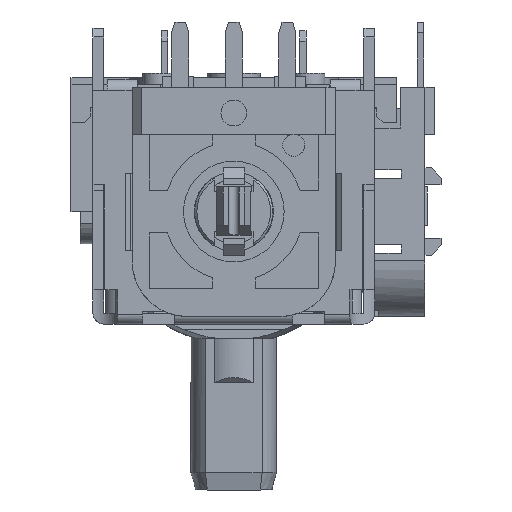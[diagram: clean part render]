
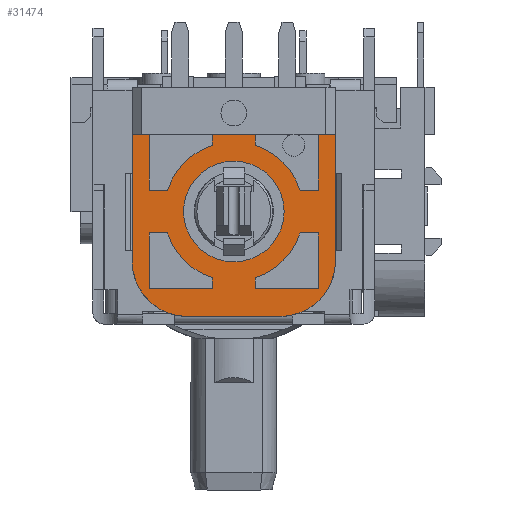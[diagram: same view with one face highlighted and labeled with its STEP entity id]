
A CAD part, front view. The second image highlights one B-rep face of the part: STEP entity #31474.
In plain terms, the highlighted planar face has unit normal (0, -1, 0).
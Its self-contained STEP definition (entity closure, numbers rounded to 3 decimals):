
#9253=CARTESIAN_POINT('',(2.15,-8.925,-2.3));
#9254=DIRECTION('',(0.,1.,0.));
#9255=DIRECTION('',(1.,0.,0.));
#9256=AXIS2_PLACEMENT_3D('',#9253,#9254,#9255);
#9258=DIRECTION('',(-1.,0.,0.));
#9259=VECTOR('',#9258,4.3);
#9260=CARTESIAN_POINT('',(2.15,-8.925,-4.9));
#9261=LINE('',#9260,#9259);
#9262=CARTESIAN_POINT('',(-2.15,-8.925,-2.3));
#9263=DIRECTION('',(0.,1.,0.));
#9264=DIRECTION('',(0.,0.,-1.));
#9265=AXIS2_PLACEMENT_3D('',#9262,#9263,#9264);
#9267=CARTESIAN_POINT('',(0.,-8.925,0.));
#9268=DIRECTION('',(0.,1.,0.));
#9269=DIRECTION('',(-0.951,0.,0.308));
#9270=AXIS2_PLACEMENT_3D('',#9267,#9268,#9269);
#9272=CARTESIAN_POINT('',(0.,-8.925,0.));
#9273=DIRECTION('',(0.,1.,0.));
#9274=DIRECTION('',(0.308,0.,0.951));
#9275=AXIS2_PLACEMENT_3D('',#9272,#9273,#9274);
#9277=DIRECTION('',(0.,0.,-1.));
#9278=VECTOR('',#9277,5.9);
#9279=CARTESIAN_POINT('',(4.75,-8.925,3.6));
#9280=LINE('',#9279,#9278);
#9281=CARTESIAN_POINT('',(0.,-8.925,0.));
#9282=DIRECTION('',(0.,1.,0.));
#9283=DIRECTION('',(0.951,0.,-0.308));
#9284=AXIS2_PLACEMENT_3D('',#9281,#9282,#9283);
#9286=CARTESIAN_POINT('',(0.,-8.925,0.));
#9287=DIRECTION('',(0.,1.,0.));
#9288=DIRECTION('',(-0.308,0.,-0.951));
#9289=AXIS2_PLACEMENT_3D('',#9286,#9287,#9288);
#9291=CARTESIAN_POINT('',(0.,-8.925,0.));
#9292=DIRECTION('',(0.,-1.,0.));
#9293=DIRECTION('',(1.,0.,0.));
#9294=AXIS2_PLACEMENT_3D('',#9291,#9292,#9293);
#9296=CARTESIAN_POINT('',(0.,-8.925,0.));
#9297=DIRECTION('',(0.,-1.,0.));
#9298=DIRECTION('',(-1.,0.,0.));
#9299=AXIS2_PLACEMENT_3D('',#9296,#9297,#9298);
#9623=DIRECTION('',(0.,0.,-1.));
#9624=VECTOR('',#9623,5.9);
#9625=CARTESIAN_POINT('',(-4.75,-8.925,3.6));
#9626=LINE('',#9625,#9624);
#9767=DIRECTION('',(-1.,0.,0.));
#9768=VECTOR('',#9767,2.);
#9769=CARTESIAN_POINT('',(1.,-8.925,3.6));
#9770=LINE('',#9769,#9768);
#9779=DIRECTION('',(-1.,0.,0.));
#9780=VECTOR('',#9779,0.8);
#9781=CARTESIAN_POINT('',(-3.95,-8.925,3.6));
#9782=LINE('',#9781,#9780);
#9791=DIRECTION('',(0.,0.,1.));
#9792=VECTOR('',#9791,0.508);
#9793=CARTESIAN_POINT('',(1.,-8.925,3.092));
#9794=LINE('',#9793,#9792);
#9816=DIRECTION('',(-1.,0.,0.));
#9817=VECTOR('',#9816,0.858);
#9818=CARTESIAN_POINT('',(3.95,-8.925,1.));
#9819=LINE('',#9818,#9817);
#9828=DIRECTION('',(0.,0.,-1.));
#9829=VECTOR('',#9828,2.6);
#9830=CARTESIAN_POINT('',(3.95,-8.925,3.6));
#9831=LINE('',#9830,#9829);
#9840=DIRECTION('',(-1.,0.,0.));
#9841=VECTOR('',#9840,0.8);
#9842=CARTESIAN_POINT('',(4.75,-8.925,3.6));
#9843=LINE('',#9842,#9841);
#9852=DIRECTION('',(0.,0.,-1.));
#9853=VECTOR('',#9852,0.508);
#9854=CARTESIAN_POINT('',(-1.,-8.925,3.6));
#9855=LINE('',#9854,#9853);
#9873=DIRECTION('',(-1.,0.,0.));
#9874=VECTOR('',#9873,0.858);
#9875=CARTESIAN_POINT('',(-3.092,-8.925,1.));
#9876=LINE('',#9875,#9874);
#9885=DIRECTION('',(0.,0.,1.));
#9886=VECTOR('',#9885,2.6);
#9887=CARTESIAN_POINT('',(-3.95,-8.925,1.));
#9888=LINE('',#9887,#9886);
#10461=DIRECTION('',(0.,0.,1.));
#10462=VECTOR('',#10461,0.508);
#10463=CARTESIAN_POINT('',(1.,-8.925,-3.6));
#10464=LINE('',#10463,#10462);
#10473=DIRECTION('',(-1.,0.,0.));
#10474=VECTOR('',#10473,2.95);
#10475=CARTESIAN_POINT('',(3.95,-8.925,-3.6));
#10476=LINE('',#10475,#10474);
#10485=DIRECTION('',(0.,0.,-1.));
#10486=VECTOR('',#10485,2.6);
#10487=CARTESIAN_POINT('',(3.95,-8.925,-1.));
#10488=LINE('',#10487,#10486);
#10493=DIRECTION('',(1.,0.,0.));
#10494=VECTOR('',#10493,0.858);
#10495=CARTESIAN_POINT('',(3.092,-8.925,-1.));
#10496=LINE('',#10495,#10494);
#10518=DIRECTION('',(1.,0.,0.));
#10519=VECTOR('',#10518,0.858);
#10520=CARTESIAN_POINT('',(-3.95,-8.925,-1.));
#10521=LINE('',#10520,#10519);
#10530=DIRECTION('',(0.,0.,1.));
#10531=VECTOR('',#10530,2.6);
#10532=CARTESIAN_POINT('',(-3.95,-8.925,-3.6));
#10533=LINE('',#10532,#10531);
#10542=DIRECTION('',(-1.,0.,0.));
#10543=VECTOR('',#10542,2.95);
#10544=CARTESIAN_POINT('',(-1.,-8.925,-3.6));
#10545=LINE('',#10544,#10543);
#10550=DIRECTION('',(0.,0.,-1.));
#10551=VECTOR('',#10550,0.508);
#10552=CARTESIAN_POINT('',(-1.,-8.925,-3.092));
#10553=LINE('',#10552,#10551);
#17908=CARTESIAN_POINT('',(4.75,-8.925,3.6));
#17909=VERTEX_POINT('',#17908);
#17918=CARTESIAN_POINT('',(4.75,-8.925,-2.3));
#17919=VERTEX_POINT('',#17918);
#17932=CARTESIAN_POINT('',(1.,-8.925,3.6));
#17933=CARTESIAN_POINT('',(-1.,-8.925,3.6));
#17934=VERTEX_POINT('',#17932);
#17935=VERTEX_POINT('',#17933);
#17936=CARTESIAN_POINT('',(-3.95,-8.925,3.6));
#17937=CARTESIAN_POINT('',(-4.75,-8.925,3.6));
#17938=VERTEX_POINT('',#17936);
#17939=VERTEX_POINT('',#17937);
#17940=CARTESIAN_POINT('',(1.,-8.925,3.092));
#17941=VERTEX_POINT('',#17940);
#17942=CARTESIAN_POINT('',(2.15,-8.925,-4.9));
#17943=VERTEX_POINT('',#17942);
#17944=CARTESIAN_POINT('',(-2.15,-8.925,-4.9));
#17945=VERTEX_POINT('',#17944);
#17946=CARTESIAN_POINT('',(-4.75,-8.925,-2.3));
#17947=VERTEX_POINT('',#17946);
#17948=CARTESIAN_POINT('',(-3.95,-8.925,1.));
#17949=VERTEX_POINT('',#17948);
#17950=CARTESIAN_POINT('',(-3.092,-8.925,1.));
#17951=VERTEX_POINT('',#17950);
#17952=CARTESIAN_POINT('',(-1.,-8.925,3.092));
#17953=VERTEX_POINT('',#17952);
#17954=CARTESIAN_POINT('',(3.092,-8.925,1.));
#17955=VERTEX_POINT('',#17954);
#17956=CARTESIAN_POINT('',(3.95,-8.925,1.));
#17957=VERTEX_POINT('',#17956);
#17958=CARTESIAN_POINT('',(3.95,-8.925,3.6));
#17959=VERTEX_POINT('',#17958);
#17960=CARTESIAN_POINT('',(1.,-8.925,-3.6));
#17961=CARTESIAN_POINT('',(1.,-8.925,-3.092));
#17962=VERTEX_POINT('',#17960);
#17963=VERTEX_POINT('',#17961);
#17964=CARTESIAN_POINT('',(3.95,-8.925,-3.6));
#17965=VERTEX_POINT('',#17964);
#17966=CARTESIAN_POINT('',(3.95,-8.925,-1.));
#17967=VERTEX_POINT('',#17966);
#17968=CARTESIAN_POINT('',(3.092,-8.925,-1.));
#17969=VERTEX_POINT('',#17968);
#17970=CARTESIAN_POINT('',(-3.95,-8.925,-1.));
#17971=CARTESIAN_POINT('',(-3.092,-8.925,-1.));
#17972=VERTEX_POINT('',#17970);
#17973=VERTEX_POINT('',#17971);
#17974=CARTESIAN_POINT('',(-3.95,-8.925,-3.6));
#17975=VERTEX_POINT('',#17974);
#17976=CARTESIAN_POINT('',(-1.,-8.925,-3.6));
#17977=VERTEX_POINT('',#17976);
#17978=CARTESIAN_POINT('',(-1.,-8.925,-3.092));
#17979=VERTEX_POINT('',#17978);
#17980=CARTESIAN_POINT('',(2.35,-8.925,0.));
#17981=CARTESIAN_POINT('',(-2.35,-8.925,0.));
#17982=VERTEX_POINT('',#17980);
#17983=VERTEX_POINT('',#17981);
#31407=CARTESIAN_POINT('',(-2.15,-8.925,-4.9));
#31408=DIRECTION('',(0.,-1.,0.));
#31409=DIRECTION('',(-1.,0.,0.));
#31410=AXIS2_PLACEMENT_3D('',#31407,#31408,#31409);
#31411=PLANE('',#31410);
#31413=ORIENTED_EDGE('',*,*,#31412,.T.);
#31415=ORIENTED_EDGE('',*,*,#31414,.T.);
#31417=ORIENTED_EDGE('',*,*,#31416,.T.);
#31419=ORIENTED_EDGE('',*,*,#31418,.F.);
#31421=ORIENTED_EDGE('',*,*,#31420,.F.);
#31423=ORIENTED_EDGE('',*,*,#31422,.F.);
#31425=ORIENTED_EDGE('',*,*,#31424,.F.);
#31427=ORIENTED_EDGE('',*,*,#31426,.T.);
#31429=ORIENTED_EDGE('',*,*,#31428,.F.);
#31431=ORIENTED_EDGE('',*,*,#31430,.F.);
#31433=ORIENTED_EDGE('',*,*,#31432,.F.);
#31435=ORIENTED_EDGE('',*,*,#31434,.T.);
#31437=ORIENTED_EDGE('',*,*,#31436,.F.);
#31439=ORIENTED_EDGE('',*,*,#31438,.F.);
#31441=ORIENTED_EDGE('',*,*,#31440,.F.);
#31443=ORIENTED_EDGE('',*,*,#31442,.T.);
#31444=EDGE_LOOP('',(#31413,#31415,#31417,#31419,#31421,#31423,#31425,#31427,
#31429,#31431,#31433,#31435,#31437,#31439,#31441,#31443));
#31445=FACE_OUTER_BOUND('',#31444,.F.);
#31447=ORIENTED_EDGE('',*,*,#31446,.F.);
#31449=ORIENTED_EDGE('',*,*,#31448,.F.);
#31451=ORIENTED_EDGE('',*,*,#31450,.F.);
#31453=ORIENTED_EDGE('',*,*,#31452,.F.);
#31455=ORIENTED_EDGE('',*,*,#31454,.T.);
#31456=EDGE_LOOP('',(#31447,#31449,#31451,#31453,#31455));
#31457=FACE_BOUND('',#31456,.F.);
#31459=ORIENTED_EDGE('',*,*,#31458,.F.);
#31461=ORIENTED_EDGE('',*,*,#31460,.F.);
#31463=ORIENTED_EDGE('',*,*,#31462,.F.);
#31465=ORIENTED_EDGE('',*,*,#31464,.F.);
#31467=ORIENTED_EDGE('',*,*,#31466,.T.);
#31468=EDGE_LOOP('',(#31459,#31461,#31463,#31465,#31467));
#31469=FACE_BOUND('',#31468,.F.);
#31470=ORIENTED_EDGE('',*,*,#31387,.T.);
#31471=ORIENTED_EDGE('',*,*,#31401,.T.);
#31472=EDGE_LOOP('',(#31470,#31471));
#31473=FACE_BOUND('',#31472,.F.);
#31474=ADVANCED_FACE('',(#31445,#31457,#31469,#31473),#31411,.T.);
#9257=CIRCLE('',#9256,2.6);
#9266=CIRCLE('',#9265,2.6);
#9271=CIRCLE('',#9270,3.25);
#9276=CIRCLE('',#9275,3.25);
#9285=CIRCLE('',#9284,3.25);
#9290=CIRCLE('',#9289,3.25);
#9295=CIRCLE('',#9294,2.35);
#9300=CIRCLE('',#9299,2.35);
#31387=EDGE_CURVE('',#17982,#17983,#9295,.T.);
#31401=EDGE_CURVE('',#17983,#17982,#9300,.T.);
#31412=EDGE_CURVE('',#17919,#17943,#9257,.T.);
#31414=EDGE_CURVE('',#17943,#17945,#9261,.T.);
#31416=EDGE_CURVE('',#17945,#17947,#9266,.T.);
#31418=EDGE_CURVE('',#17939,#17947,#9626,.T.);
#31420=EDGE_CURVE('',#17938,#17939,#9782,.T.);
#31422=EDGE_CURVE('',#17949,#17938,#9888,.T.);
#31424=EDGE_CURVE('',#17951,#17949,#9876,.T.);
#31426=EDGE_CURVE('',#17951,#17953,#9271,.T.);
#31428=EDGE_CURVE('',#17935,#17953,#9855,.T.);
#31430=EDGE_CURVE('',#17934,#17935,#9770,.T.);
#31432=EDGE_CURVE('',#17941,#17934,#9794,.T.);
#31434=EDGE_CURVE('',#17941,#17955,#9276,.T.);
#31436=EDGE_CURVE('',#17957,#17955,#9819,.T.);
#31438=EDGE_CURVE('',#17959,#17957,#9831,.T.);
#31440=EDGE_CURVE('',#17909,#17959,#9843,.T.);
#31442=EDGE_CURVE('',#17909,#17919,#9280,.T.);
#31446=EDGE_CURVE('',#17962,#17963,#10464,.T.);
#31448=EDGE_CURVE('',#17965,#17962,#10476,.T.);
#31450=EDGE_CURVE('',#17967,#17965,#10488,.T.);
#31452=EDGE_CURVE('',#17969,#17967,#10496,.T.);
#31454=EDGE_CURVE('',#17969,#17963,#9285,.T.);
#31458=EDGE_CURVE('',#17972,#17973,#10521,.T.);
#31460=EDGE_CURVE('',#17975,#17972,#10533,.T.);
#31462=EDGE_CURVE('',#17977,#17975,#10545,.T.);
#31464=EDGE_CURVE('',#17979,#17977,#10553,.T.);
#31466=EDGE_CURVE('',#17979,#17973,#9290,.T.);
